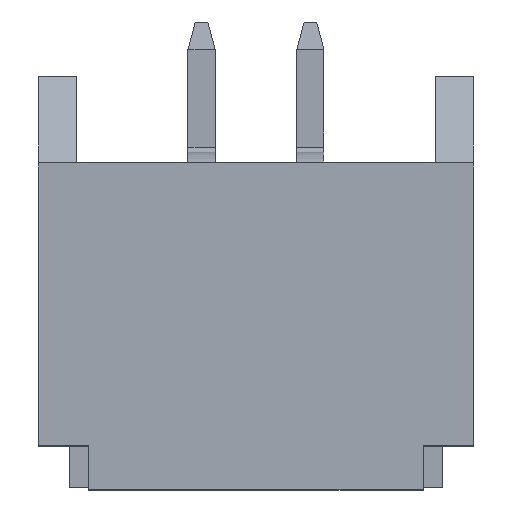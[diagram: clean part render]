
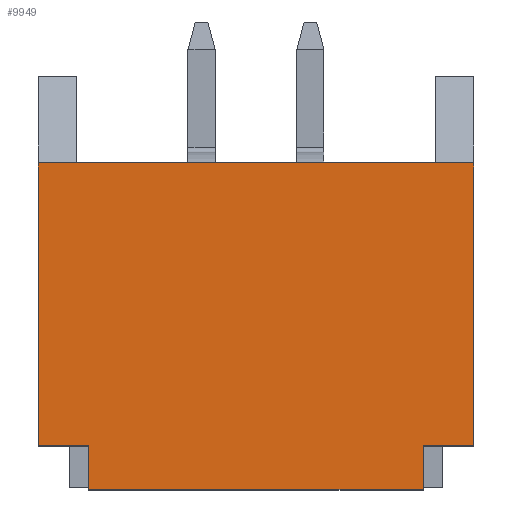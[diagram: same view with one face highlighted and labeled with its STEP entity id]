
A CAD part, top view. The second image highlights one B-rep face of the part: STEP entity #9949.
In plain terms, the highlighted planar face has unit normal (0, 0, 1).
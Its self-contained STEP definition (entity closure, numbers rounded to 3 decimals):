
#372 = VERTEX_POINT ( 'NONE', #12441 ) ;
#550 = VECTOR ( 'NONE', #6140, 1000. ) ;
#1017 = VECTOR ( 'NONE', #5662, 1000. ) ;
#1172 = VERTEX_POINT ( 'NONE', #3641 ) ;
#1648 = ORIENTED_EDGE ( 'NONE', *, *, #7458, .T. ) ;
#2302 = LINE ( 'NONE', #9465, #10920 ) ;
#2381 = VECTOR ( 'NONE', #6144, 1000. ) ;
#2490 = LINE ( 'NONE', #5771, #8231 ) ;
#2844 = CARTESIAN_POINT ( 'NONE',  ( -3.07, -6., 2.75 ) ) ;
#3108 = DIRECTION ( 'NONE',  ( 1., 0., 0. ) ) ;
#3278 = AXIS2_PLACEMENT_3D ( 'NONE', #13543, #7234, #5869 ) ;
#3359 = CARTESIAN_POINT ( 'NONE',  ( 3.07, -6., 2.75 ) ) ;
#3641 = CARTESIAN_POINT ( 'NONE',  ( -4., 0., 2.75 ) ) ;
#3982 = EDGE_CURVE ( 'NONE', #18166, #14765, #2490, .T. ) ;
#4350 = ORIENTED_EDGE ( 'NONE', *, *, #9092, .T. ) ;
#4920 = VERTEX_POINT ( 'NONE', #2844 ) ;
#5208 = VERTEX_POINT ( 'NONE', #11489 ) ;
#5662 = DIRECTION ( 'NONE',  ( 0., 1., 0. ) ) ;
#5771 = CARTESIAN_POINT ( 'NONE',  ( 2.488, -5.2, 2.75 ) ) ;
#5869 = DIRECTION ( 'NONE',  ( 1., 0., 0. ) ) ;
#5910 = DIRECTION ( 'NONE',  ( 1., 0., 0. ) ) ;
#6053 = CARTESIAN_POINT ( 'NONE',  ( 4., -6., 2.75 ) ) ;
#6057 = FACE_OUTER_BOUND ( 'NONE', #16292, .T. ) ;
#6140 = DIRECTION ( 'NONE',  ( 0., 1., 0. ) ) ;
#6144 = DIRECTION ( 'NONE',  ( 1., 0., 0. ) ) ;
#6451 = ORIENTED_EDGE ( 'NONE', *, *, #16440, .F. ) ;
#7072 = ORIENTED_EDGE ( 'NONE', *, *, #17556, .T. ) ;
#7226 = VECTOR ( 'NONE', #8829, 1000. ) ;
#7234 = DIRECTION ( 'NONE',  ( 0., 0., 1. ) ) ;
#7408 = EDGE_CURVE ( 'NONE', #14765, #1172, #2302, .T. ) ;
#7458 = EDGE_CURVE ( 'NONE', #15750, #372, #8496, .T. ) ;
#7510 = CARTESIAN_POINT ( 'NONE',  ( -4., -5.2, 2.75 ) ) ;
#8208 = DIRECTION ( 'NONE',  ( 0., 1., 0. ) ) ;
#8231 = VECTOR ( 'NONE', #17623, 1000. ) ;
#8496 = LINE ( 'NONE', #19097, #1017 ) ;
#8829 = DIRECTION ( 'NONE',  ( 0., 1., 0. ) ) ;
#9092 = EDGE_CURVE ( 'NONE', #5208, #13388, #17897, .T. ) ;
#9306 = LINE ( 'NONE', #10799, #18948 ) ;
#9465 = CARTESIAN_POINT ( 'NONE',  ( -4., -6., 2.75 ) ) ;
#9949 = ADVANCED_FACE ( 'NONE', ( #6057 ), #16543, .T. ) ;
#9973 = EDGE_CURVE ( 'NONE', #4920, #15750, #16178, .T. ) ;
#9991 = CARTESIAN_POINT ( 'NONE',  ( -8.628, -5.2, 2.75 ) ) ;
#10799 = CARTESIAN_POINT ( 'NONE',  ( -4., 0., 2.75 ) ) ;
#10885 = VECTOR ( 'NONE', #5910, 1000. ) ;
#10920 = VECTOR ( 'NONE', #8208, 1000. ) ;
#11489 = CARTESIAN_POINT ( 'NONE',  ( 4., -5.2, 2.75 ) ) ;
#11770 = LINE ( 'NONE', #9991, #10885 ) ;
#12441 = CARTESIAN_POINT ( 'NONE',  ( 3.07, -5.2, 2.75 ) ) ;
#12599 = EDGE_CURVE ( 'NONE', #4920, #18166, #19151, .T. ) ;
#13388 = VERTEX_POINT ( 'NONE', #15155 ) ;
#13543 = CARTESIAN_POINT ( 'NONE',  ( -4., -6., 2.75 ) ) ;
#14063 = ORIENTED_EDGE ( 'NONE', *, *, #12599, .F. ) ;
#14250 = CARTESIAN_POINT ( 'NONE',  ( -3.07, -5.2, 2.75 ) ) ;
#14765 = VERTEX_POINT ( 'NONE', #7510 ) ;
#15155 = CARTESIAN_POINT ( 'NONE',  ( 4., 0., 2.75 ) ) ;
#15750 = VERTEX_POINT ( 'NONE', #3359 ) ;
#16113 = CARTESIAN_POINT ( 'NONE',  ( -3.07, -6., 2.75 ) ) ;
#16178 = LINE ( 'NONE', #17725, #2381 ) ;
#16292 = EDGE_LOOP ( 'NONE', ( #1648, #7072, #4350, #6451, #18402, #17486, #14063, #17225 ) ) ;
#16440 = EDGE_CURVE ( 'NONE', #1172, #13388, #9306, .T. ) ;
#16543 = PLANE ( 'NONE',  #3278 ) ;
#17225 = ORIENTED_EDGE ( 'NONE', *, *, #9973, .T. ) ;
#17486 = ORIENTED_EDGE ( 'NONE', *, *, #3982, .F. ) ;
#17556 = EDGE_CURVE ( 'NONE', #372, #5208, #11770, .T. ) ;
#17623 = DIRECTION ( 'NONE',  ( -1., 0., 0. ) ) ;
#17725 = CARTESIAN_POINT ( 'NONE',  ( -4., -6., 2.75 ) ) ;
#17897 = LINE ( 'NONE', #6053, #550 ) ;
#18166 = VERTEX_POINT ( 'NONE', #14250 ) ;
#18402 = ORIENTED_EDGE ( 'NONE', *, *, #7408, .F. ) ;
#18948 = VECTOR ( 'NONE', #3108, 1000. ) ;
#19097 = CARTESIAN_POINT ( 'NONE',  ( 3.07, -6., 2.75 ) ) ;
#19151 = LINE ( 'NONE', #16113, #7226 ) ;
